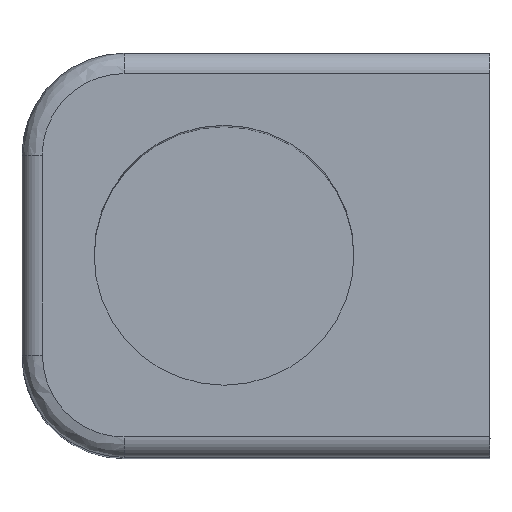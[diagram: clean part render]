
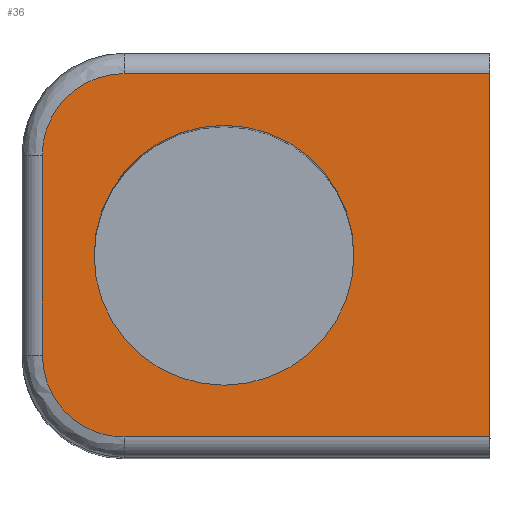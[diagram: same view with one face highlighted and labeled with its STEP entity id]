
A CAD part, top view. The second image highlights one B-rep face of the part: STEP entity #36.
In plain terms, the highlighted planar face has unit normal (0, 0, 1).
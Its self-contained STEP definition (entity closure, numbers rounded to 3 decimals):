
#6 = CARTESIAN_POINT ( 'NONE',  ( 8.627, -7.544, 0. ) ) ;
#15 = CARTESIAN_POINT ( 'NONE',  ( -5.039, 6.782, 0. ) ) ;
#23 = EDGE_CURVE ( 'NONE', #131, #966, #1090, .T. ) ;
#36 = ADVANCED_FACE ( '��2', ( #758, #162 ), #509, .T. ) ;
#44 = CARTESIAN_POINT ( 'NONE',  ( -7.825, 4.971, 0. ) ) ;
#45 = ORIENTED_EDGE ( 'NONE', *, *, #484, .T. ) ;
#50 = ORIENTED_EDGE ( 'NONE', *, *, #765, .T. ) ;
#57 = CARTESIAN_POINT ( 'NONE',  ( -7.371, 5.708, 0. ) ) ;
#61 = CARTESIAN_POINT ( 'NONE',  ( -5.759, -6.718, 0. ) ) ;
#63 = VERTEX_POINT ( 'NONE', #190 ) ;
#80 = DIRECTION ( 'NONE',  ( 1., 0., 0. ) ) ;
#89 = CARTESIAN_POINT ( 'NONE',  ( -6.158, 6.569, 0. ) ) ;
#93 = DIRECTION ( 'NONE',  ( 0., -1., 0. ) ) ;
#97 = CARTESIAN_POINT ( 'NONE',  ( -6.01, 6.624, 0. ) ) ;
#113 = ORIENTED_EDGE ( 'NONE', *, *, #591, .F. ) ;
#131 = VERTEX_POINT ( 'NONE', #275 ) ;
#139 = CARTESIAN_POINT ( 'NONE',  ( 8.627, 6.782, 0. ) ) ;
#141 = DIRECTION ( 'NONE',  ( -1., 0., 0. ) ) ;
#143 = CARTESIAN_POINT ( 'NONE',  ( -7.243, -5.841, 0. ) ) ;
#148 = CARTESIAN_POINT ( 'NONE',  ( -6.113, -6.586, 0. ) ) ;
#155 = CARTESIAN_POINT ( 'NONE',  ( -8.059, -4.217, 0. ) ) ;
#162 = FACE_BOUND ( 'NONE', #821, .T. ) ;
#164 = CARTESIAN_POINT ( 'NONE',  ( -6.156, 0., 0. ) ) ;
#166 = CARTESIAN_POINT ( 'NONE',  ( -7.874, -4.853, 0. ) ) ;
#190 = CARTESIAN_POINT ( 'NONE',  ( 3.547, 0., 0. ) ) ;
#226 = VECTOR ( 'NONE', #93, 1000. ) ;
#228 = CARTESIAN_POINT ( 'NONE',  ( -7.317, -5.762, 0. ) ) ;
#238 = DIRECTION ( 'NONE',  ( 1., 0., 0. ) ) ;
#249 = CARTESIAN_POINT ( 'NONE',  ( -7.887, -4.82, 0. ) ) ;
#251 = CARTESIAN_POINT ( 'NONE',  ( -6.09, 6.595, 0. ) ) ;
#261 = VECTOR ( 'NONE', #306, 1000. ) ;
#275 = CARTESIAN_POINT ( 'NONE',  ( -8.087, -3.734, 0. ) ) ;
#306 = DIRECTION ( 'NONE',  ( 0., -1., 0. ) ) ;
#313 = CARTESIAN_POINT ( 'NONE',  ( -7.929, -4.705, 0. ) ) ;
#322 = CARTESIAN_POINT ( 'NONE',  ( -6.444, -6.443, 0. ) ) ;
#327 = CARTESIAN_POINT ( 'NONE',  ( -7.643, -5.345, 0. ) ) ;
#338 = CARTESIAN_POINT ( 'NONE',  ( -6.153, -6.571, 0. ) ) ;
#356 = CARTESIAN_POINT ( 'NONE',  ( -6.147, 6.573, 0. ) ) ;
#388 = CIRCLE ( 'NONE', #625, 4.851 ) ;
#398 = EDGE_CURVE ( '����1', #63, #629, #501, .T. ) ;
#401 = CARTESIAN_POINT ( 'NONE',  ( -5.039, -6.782, 0. ) ) ;
#409 = VECTOR ( 'NONE', #910, 1000. ) ;
#413 = CARTESIAN_POINT ( 'NONE',  ( 8.627, -6.782, 0. ) ) ;
#415 = CARTESIAN_POINT ( 'NONE',  ( -8.087, -3.929, 0. ) ) ;
#429 = CARTESIAN_POINT ( 'NONE',  ( -6.369, 6.485, 0. ) ) ;
#471 = CARTESIAN_POINT ( 'NONE',  ( -7.891, 4.808, 0. ) ) ;
#484 = EDGE_CURVE ( 'NONE', #966, #543, #898, .T. ) ;
#489 = CARTESIAN_POINT ( 'NONE',  ( -6.128, -6.581, 0. ) ) ;
#491 = ORIENTED_EDGE ( 'NONE', *, *, #791, .T. ) ;
#492 = DIRECTION ( 'NONE',  ( 0., 0., -1. ) ) ;
#501 = CIRCLE ( 'NONE', #710, 4.851 ) ;
#502 = CARTESIAN_POINT ( 'NONE',  ( -6.765, -6.263, 0. ) ) ;
#509 = PLANE ( 'NONE',  #1076 ) ;
#513 = CARTESIAN_POINT ( 'NONE',  ( -7.013, -6.066, 0. ) ) ;
#515 = CARTESIAN_POINT ( 'NONE',  ( -5.849, 6.675, 0. ) ) ;
#543 = VERTEX_POINT ( 'NONE', #413 ) ;
#551 = ORIENTED_EDGE ( 'NONE', *, *, #695, .T. ) ;
#563 = CARTESIAN_POINT ( 'NONE',  ( -7.861, 4.885, 0. ) ) ;
#575 = CARTESIAN_POINT ( 'NONE',  ( -6.276, -6.521, 0. ) ) ;
#576 = CARTESIAN_POINT ( 'NONE',  ( -8.087, -7.921, 0. ) ) ;
#581 = CARTESIAN_POINT ( 'NONE',  ( -8.087, 3.734, 0. ) ) ;
#582 = B_SPLINE_CURVE_WITH_KNOTS ( 'NONE', 3,
 ( #15, #846, #859, #515, #97, #251, #851, #356, #89, #429, #772, #686, #1014, #57, #978, #651, #44, #563, #1031, #739, #471, #721, #1063, #967 ),
 .UNSPECIFIED., .F., .F.,
 ( 4, 1, 1, 1, 1, 2, 2, 2, 2, 1, 1, 1, 1, 2, 2, 4 ),
 ( 0., 0.125, 0.188, 0.219, 0.234, 0.242, 0.25, 0.375, 0.5, 0.625, 0.688, 0.719, 0.734, 0.742, 0.75, 1. ),
 .UNSPECIFIED. ) ;
#591 = EDGE_CURVE ( 'NONE', #814, #543, #766, .T. ) ;
#599 = CARTESIAN_POINT ( 'NONE',  ( -7.453, -5.599, 0. ) ) ;
#625 = AXIS2_PLACEMENT_3D ( 'NONE', #815, #701, #784 ) ;
#629 = VERTEX_POINT ( 'NONE', #164 ) ;
#640 = LINE ( 'NONE', #576, #261 ) ;
#647 = CARTESIAN_POINT ( 'NONE',  ( 9.063, -6.782, 0. ) ) ;
#651 = CARTESIAN_POINT ( 'NONE',  ( -7.748, 5.139, 0. ) ) ;
#655 = CARTESIAN_POINT ( 'NONE',  ( -7.9, -4.785, 0. ) ) ;
#667 = ORIENTED_EDGE ( 'NONE', *, *, #23, .T. ) ;
#686 = CARTESIAN_POINT ( 'NONE',  ( -6.906, 6.153, 0. ) ) ;
#695 = EDGE_CURVE ( 'NONE', #755, #911, #582, .T. ) ;
#700 = EDGE_CURVE ( 'NONE', #911, #131, #640, .T. ) ;
#701 = DIRECTION ( 'NONE',  ( 0., 0., -1. ) ) ;
#710 = AXIS2_PLACEMENT_3D ( 'NONE', #842, #492, #141 ) ;
#721 = CARTESIAN_POINT ( 'NONE',  ( -8.023, 4.455, 0. ) ) ;
#739 = CARTESIAN_POINT ( 'NONE',  ( -7.886, 4.823, 0. ) ) ;
#743 = CARTESIAN_POINT ( 'NONE',  ( -7.79, -5.064, 0. ) ) ;
#753 = CARTESIAN_POINT ( 'NONE',  ( -7.878, -4.843, 0. ) ) ;
#755 = VERTEX_POINT ( 'NONE', #902 ) ;
#758 = FACE_OUTER_BOUND ( 'NONE', #984, .T. ) ;
#763 = DIRECTION ( 'NONE',  ( 0., 0., 1. ) ) ;
#765 = EDGE_CURVE ( 'NONE', #814, #755, #985, .T. ) ;
#766 = LINE ( 'NONE', #6, #226 ) ;
#771 = CARTESIAN_POINT ( 'NONE',  ( -5.039, -6.782, 0. ) ) ;
#772 = CARTESIAN_POINT ( 'NONE',  ( -6.556, 6.387, 0. ) ) ;
#784 = DIRECTION ( 'NONE',  ( -1., 0., 0. ) ) ;
#791 = EDGE_CURVE ( '����4', #629, #63, #388, .T. ) ;
#803 = ORIENTED_EDGE ( 'NONE', *, *, #700, .T. ) ;
#814 = VERTEX_POINT ( 'NONE', #139 ) ;
#815 = CARTESIAN_POINT ( 'NONE',  ( -1.305, 0., 0. ) ) ;
#821 = EDGE_LOOP ( 'NONE', ( #491, #901 ) ) ;
#842 = CARTESIAN_POINT ( 'NONE',  ( -1.305, 0., 0. ) ) ;
#844 = CARTESIAN_POINT ( 'NONE',  ( 9.063, -7.921, 0. ) ) ;
#846 = CARTESIAN_POINT ( 'NONE',  ( -5.234, 6.782, 0. ) ) ;
#851 = CARTESIAN_POINT ( 'NONE',  ( -6.125, 6.582, 0. ) ) ;
#859 = CARTESIAN_POINT ( 'NONE',  ( -5.521, 6.755, 0. ) ) ;
#898 = LINE ( 'NONE', #647, #986 ) ;
#901 = ORIENTED_EDGE ( 'NONE', *, *, #398, .T. ) ;
#902 = CARTESIAN_POINT ( 'NONE',  ( -5.039, 6.782, 0. ) ) ;
#910 = DIRECTION ( 'NONE',  ( -1., 0., 0. ) ) ;
#911 = VERTEX_POINT ( 'NONE', #581 ) ;
#914 = CARTESIAN_POINT ( 'NONE',  ( -6.19, -6.556, 0. ) ) ;
#925 = CARTESIAN_POINT ( 'NONE',  ( -5.405, -6.782, 0. ) ) ;
#966 = VERTEX_POINT ( 'NONE', #771 ) ;
#967 = CARTESIAN_POINT ( 'NONE',  ( -8.087, 3.734, 0. ) ) ;
#978 = CARTESIAN_POINT ( 'NONE',  ( -7.567, 5.46, 0. ) ) ;
#984 = EDGE_LOOP ( 'NONE', ( #803, #667, #45, #113, #50, #551 ) ) ;
#985 = LINE ( 'NONE', #1056, #409 ) ;
#986 = VECTOR ( 'NONE', #238, 1000. ) ;
#1001 = CARTESIAN_POINT ( 'NONE',  ( -7.98, -4.544, 0. ) ) ;
#1014 = CARTESIAN_POINT ( 'NONE',  ( -7.071, 6.015, 0. ) ) ;
#1031 = CARTESIAN_POINT ( 'NONE',  ( -7.876, 4.848, 0. ) ) ;
#1056 = CARTESIAN_POINT ( 'NONE',  ( 9.063, 6.782, 0. ) ) ;
#1063 = CARTESIAN_POINT ( 'NONE',  ( -8.087, 4.1, 0. ) ) ;
#1074 = CARTESIAN_POINT ( 'NONE',  ( -8.087, -3.734, 0. ) ) ;
#1076 = AXIS2_PLACEMENT_3D ( 'NONE', #844, #763, #80 ) ;
#1090 = B_SPLINE_CURVE_WITH_KNOTS ( 'NONE', 3,
 ( #1074, #415, #155, #1001, #313, #655, #249, #753, #166, #743, #327, #599, #228, #143, #513, #502, #322, #575, #914, #338, #489, #148, #61, #925, #401 ),
 .UNSPECIFIED., .F., .F.,
 ( 4, 1, 1, 1, 1, 2, 2, 1, 2, 2, 1, 1, 1, 1, 2, 2, 4 ),
 ( 0., 0.125, 0.188, 0.219, 0.234, 0.242, 0.25, 0.375, 0.438, 0.5, 0.625, 0.688, 0.719, 0.734, 0.742, 0.75, 1. ),
 .UNSPECIFIED. ) ;
